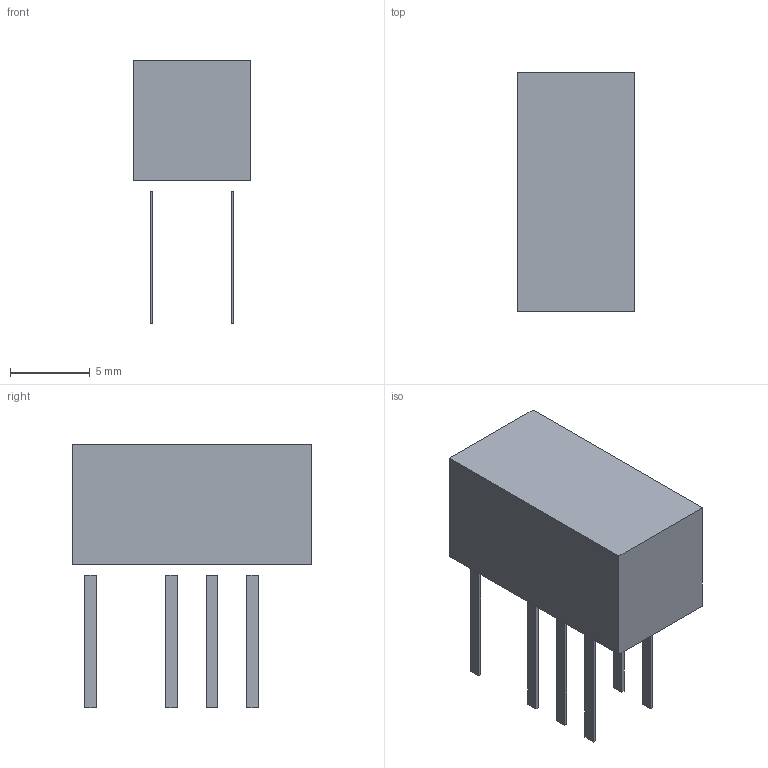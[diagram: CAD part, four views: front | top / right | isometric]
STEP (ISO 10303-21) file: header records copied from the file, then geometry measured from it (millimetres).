
FILE_DESCRIPTION (( 'STEP AP214' ), '1' );
FILE_NAME ('TX2-12V.STEP', '2023-05-21T11:01:00', ( '' ), ( '' ), 'SwSTEP 2.0', 'SolidWorks 2013', '' );
FILE_SCHEMA (( 'AUTOMOTIVE_DESIGN' ));
Length unit declared in the file: inch
Products named in the file (1): TX2-12V
Bounding box: 7.39 x 15.01 x 16.48 mm (x, y, z)
Volume: 846.1 mm3; surface area: 684.6 mm2
Topology: 10 solids, 10 shells, 58 faces, 114 edges, 76 vertices
Faces by surface type: plane 56, cylinder 2
Entity records: 2355 total; most frequent: CARTESIAN_POINT 249, DIRECTION 236, ORIENTED_EDGE 228, EDGE_CURVE 114, LINE 110, VECTOR 110, VERTEX_POINT 76, DIMENSIONAL_EXPONENTS 70
